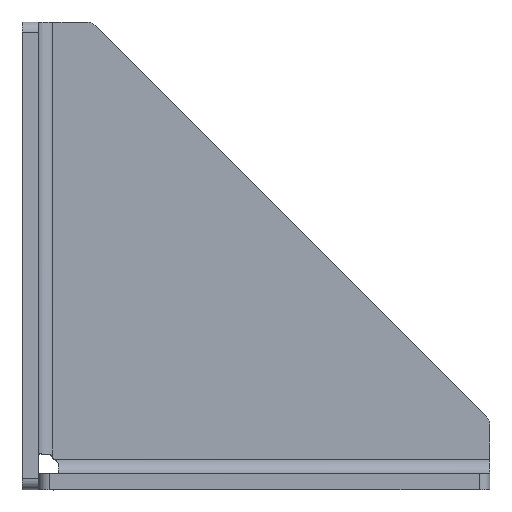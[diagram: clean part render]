
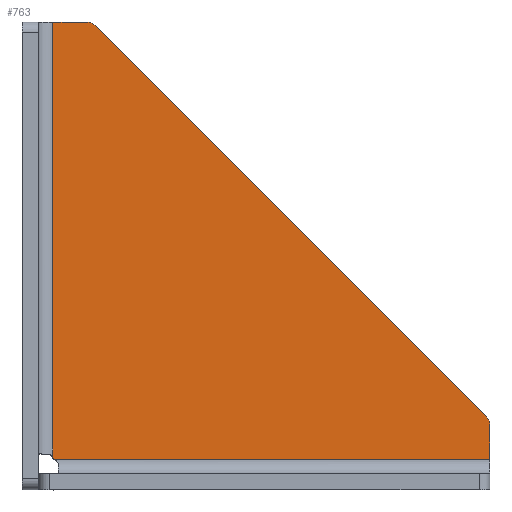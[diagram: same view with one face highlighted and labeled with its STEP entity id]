
A CAD part, top view. The second image highlights one B-rep face of the part: STEP entity #763.
In plain terms, the highlighted planar face has unit normal (0, 0, 1).
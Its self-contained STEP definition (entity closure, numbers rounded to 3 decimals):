
#36 = DIRECTION ( 'NONE',  ( -1., 0., 0. ) ) ;
#47 = DIRECTION ( 'NONE',  ( 0., 0., 1. ) ) ;
#77 = CIRCLE ( 'NONE', #1247, 2. ) ;
#87 = VECTOR ( 'NONE', #710, 1000. ) ;
#156 = ORIENTED_EDGE ( 'NONE', *, *, #560, .T. ) ;
#171 = LINE ( 'NONE', #1394, #1355 ) ;
#173 = LINE ( 'NONE', #1070, #87 ) ;
#175 = VERTEX_POINT ( 'NONE', #386 ) ;
#216 = VERTEX_POINT ( 'NONE', #785 ) ;
#248 = DIRECTION ( 'NONE',  ( 1., 0., 0. ) ) ;
#252 = CARTESIAN_POINT ( 'NONE',  ( 0., 87., 0. ) ) ;
#260 = CARTESIAN_POINT ( 'NONE',  ( 13.586, 86.414, 0. ) ) ;
#264 = CARTESIAN_POINT ( 'NONE',  ( 87., 5.7, 0. ) ) ;
#268 = ORIENTED_EDGE ( 'NONE', *, *, #407, .T. ) ;
#276 = CARTESIAN_POINT ( 'NONE',  ( 85., 12.172, 0. ) ) ;
#289 = FACE_OUTER_BOUND ( 'NONE', #1089, .T. ) ;
#319 = EDGE_CURVE ( 'NONE', #1268, #216, #77, .T. ) ;
#322 = CARTESIAN_POINT ( 'NONE',  ( 5.955, 5.7, 0. ) ) ;
#354 = ORIENTED_EDGE ( 'NONE', *, *, #1060, .T. ) ;
#385 = EDGE_CURVE ( 'NONE', #920, #1479, #514, .T. ) ;
#386 = CARTESIAN_POINT ( 'NONE',  ( 86.414, 13.586, 0. ) ) ;
#407 = EDGE_CURVE ( 'NONE', #175, #1268, #173, .T. ) ;
#420 = ORIENTED_EDGE ( 'NONE', *, *, #1134, .T. ) ;
#430 = ORIENTED_EDGE ( 'NONE', *, *, #475, .T. ) ;
#435 = LINE ( 'NONE', #252, #1335 ) ;
#460 = AXIS2_PLACEMENT_3D ( 'NONE', #784, #909, #1256 ) ;
#475 = EDGE_CURVE ( 'NONE', #216, #1479, #435, .T. ) ;
#500 = CARTESIAN_POINT ( 'NONE',  ( 5.7, 0., 0. ) ) ;
#514 = LINE ( 'NONE', #500, #1206 ) ;
#560 = EDGE_CURVE ( 'NONE', #1506, #175, #795, .T. ) ;
#585 = DIRECTION ( 'NONE',  ( 1., 0., 0. ) ) ;
#624 = CARTESIAN_POINT ( 'NONE',  ( 6.523, 6.523, 0. ) ) ;
#710 = DIRECTION ( 'NONE',  ( -0.707, 0.707, 0. ) ) ;
#763 = ADVANCED_FACE ( 'NONE', ( #289 ), #1473, .T. ) ;
#784 = CARTESIAN_POINT ( 'NONE',  ( 0., 0., 0. ) ) ;
#785 = CARTESIAN_POINT ( 'NONE',  ( 12.172, 87., 0. ) ) ;
#795 = CIRCLE ( 'NONE', #1082, 2. ) ;
#826 = EDGE_CURVE ( 'NONE', #1117, #847, #171, .T. ) ;
#831 = CARTESIAN_POINT ( 'NONE',  ( 5.7, 5.955, 0. ) ) ;
#845 = DIRECTION ( 'NONE',  ( 0., 1., 0. ) ) ;
#847 = VERTEX_POINT ( 'NONE', #322 ) ;
#884 = CARTESIAN_POINT ( 'NONE',  ( 87., 0., 0. ) ) ;
#909 = DIRECTION ( 'NONE',  ( 0., 0., 1. ) ) ;
#920 = VERTEX_POINT ( 'NONE', #831 ) ;
#1044 = CARTESIAN_POINT ( 'NONE',  ( 12.172, 85., 0. ) ) ;
#1047 = DIRECTION ( 'NONE',  ( 0., 0., 1. ) ) ;
#1060 = EDGE_CURVE ( 'NONE', #920, #847, #1195, .T. ) ;
#1070 = CARTESIAN_POINT ( 'NONE',  ( 13., 87., 0. ) ) ;
#1078 = ORIENTED_EDGE ( 'NONE', *, *, #826, .F. ) ;
#1082 = AXIS2_PLACEMENT_3D ( 'NONE', #276, #47, #1346 ) ;
#1089 = EDGE_LOOP ( 'NONE', ( #1366, #354, #1078, #420, #156, #268, #1440, #430 ) ) ;
#1106 = LINE ( 'NONE', #884, #1505 ) ;
#1113 = CARTESIAN_POINT ( 'NONE',  ( 5.7, 87., 0. ) ) ;
#1117 = VERTEX_POINT ( 'NONE', #264 ) ;
#1134 = EDGE_CURVE ( 'NONE', #1117, #1506, #1106, .T. ) ;
#1195 = CIRCLE ( 'NONE', #1218, 1. ) ;
#1206 = VECTOR ( 'NONE', #845, 1000. ) ;
#1218 = AXIS2_PLACEMENT_3D ( 'NONE', #624, #1431, #248 ) ;
#1247 = AXIS2_PLACEMENT_3D ( 'NONE', #1044, #1047, #585 ) ;
#1256 = DIRECTION ( 'NONE',  ( 1., 0., 0. ) ) ;
#1268 = VERTEX_POINT ( 'NONE', #260 ) ;
#1277 = DIRECTION ( 'NONE',  ( -1., 0., 0. ) ) ;
#1335 = VECTOR ( 'NONE', #36, 1000. ) ;
#1346 = DIRECTION ( 'NONE',  ( 1., 0., 0. ) ) ;
#1355 = VECTOR ( 'NONE', #1277, 1000. ) ;
#1366 = ORIENTED_EDGE ( 'NONE', *, *, #385, .F. ) ;
#1369 = CARTESIAN_POINT ( 'NONE',  ( 87., 12.172, 0. ) ) ;
#1394 = CARTESIAN_POINT ( 'NONE',  ( 87., 5.7, 0. ) ) ;
#1431 = DIRECTION ( 'NONE',  ( 0., 0., 1. ) ) ;
#1440 = ORIENTED_EDGE ( 'NONE', *, *, #319, .T. ) ;
#1469 = DIRECTION ( 'NONE',  ( 0., 1., 0. ) ) ;
#1473 = PLANE ( 'NONE',  #460 ) ;
#1479 = VERTEX_POINT ( 'NONE', #1113 ) ;
#1505 = VECTOR ( 'NONE', #1469, 1000. ) ;
#1506 = VERTEX_POINT ( 'NONE', #1369 ) ;
